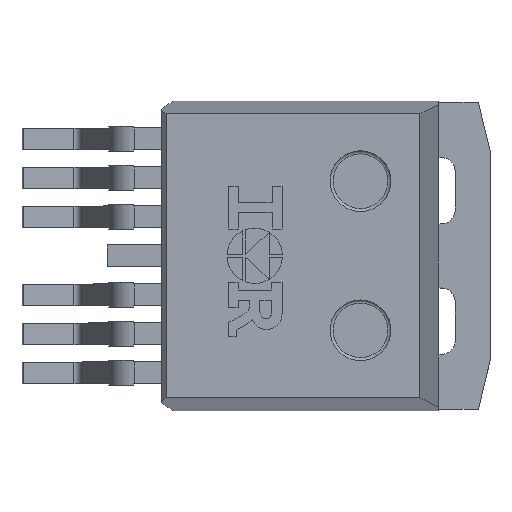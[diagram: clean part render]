
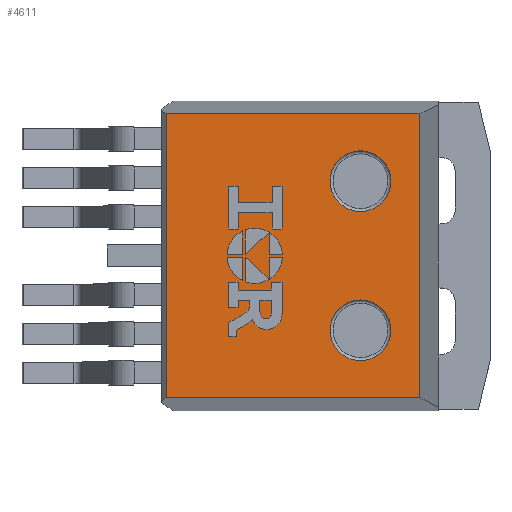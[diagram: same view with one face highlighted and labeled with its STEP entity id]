
A CAD part, top view. The second image highlights one B-rep face of the part: STEP entity #4611.
In plain terms, the highlighted planar face has unit normal (0, 0, 1).
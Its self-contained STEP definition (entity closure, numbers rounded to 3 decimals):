
#47=FACE_BOUND('',#1689,.T.);
#48=FACE_BOUND('',#1690,.T.);
#62=PLANE('',#4903);
#286=LINE('',#6713,#835);
#287=LINE('',#6715,#836);
#288=LINE('',#6717,#837);
#289=LINE('',#6718,#838);
#835=VECTOR('',#5355,1000.);
#836=VECTOR('',#5356,1000.);
#837=VECTOR('',#5357,1000.);
#838=VECTOR('',#5358,1000.);
#1425=FACE_OUTER_BOUND('',#1688,.T.);
#1688=EDGE_LOOP('',(#3272,#3273,#3274,#3275));
#1689=EDGE_LOOP('',(#3276));
#1690=EDGE_LOOP('',(#3277));
#1955=CIRCLE('',#4889,0.99);
#1956=CIRCLE('',#4891,0.99);
#2090=VERTEX_POINT('',#6646);
#2091=VERTEX_POINT('',#6650);
#2116=VERTEX_POINT('',#6711);
#2117=VERTEX_POINT('',#6712);
#2118=VERTEX_POINT('',#6714);
#2119=VERTEX_POINT('',#6716);
#2548=EDGE_CURVE('',#2090,#2090,#1955,.T.);
#2550=EDGE_CURVE('',#2091,#2091,#1956,.T.);
#2577=EDGE_CURVE('',#2116,#2117,#286,.T.);
#2578=EDGE_CURVE('',#2118,#2116,#287,.T.);
#2579=EDGE_CURVE('',#2118,#2119,#288,.T.);
#2580=EDGE_CURVE('',#2119,#2117,#289,.T.);
#3272=ORIENTED_EDGE('',*,*,#2577,.F.);
#3273=ORIENTED_EDGE('',*,*,#2578,.F.);
#3274=ORIENTED_EDGE('',*,*,#2579,.T.);
#3275=ORIENTED_EDGE('',*,*,#2580,.T.);
#3276=ORIENTED_EDGE('',*,*,#2548,.F.);
#3277=ORIENTED_EDGE('',*,*,#2550,.F.);
#4611=ADVANCED_FACE('',(#1425,#47,#48),#62,.T.);
#4889=AXIS2_PLACEMENT_3D('',#6648,#5302,#5303);
#4891=AXIS2_PLACEMENT_3D('',#6652,#5307,#5308);
#4903=AXIS2_PLACEMENT_3D('',#6710,#5353,#5354);
#5302=DIRECTION('center_axis',(0.,0.,1.));
#5303=DIRECTION('ref_axis',(0.,-1.,0.));
#5307=DIRECTION('center_axis',(0.,0.,1.));
#5308=DIRECTION('ref_axis',(0.,1.,0.));
#5353=DIRECTION('center_axis',(0.,0.,1.));
#5354=DIRECTION('ref_axis',(0.,-1.,0.));
#5355=DIRECTION('',(1.,0.,0.));
#5356=DIRECTION('',(0.,1.,0.));
#5357=DIRECTION('',(1.,0.,0.));
#5358=DIRECTION('',(0.,1.,0.));
#6646=CARTESIAN_POINT('',(3.405,3.42,5.08));
#6648=CARTESIAN_POINT('Origin',(3.405,2.43,5.08));
#6650=CARTESIAN_POINT('',(3.405,-1.44,5.08));
#6652=CARTESIAN_POINT('Origin',(3.405,-2.43,5.08));
#6710=CARTESIAN_POINT('Origin',(0.,0.,5.08));
#6711=CARTESIAN_POINT('',(-2.93,4.629,5.08));
#6712=CARTESIAN_POINT('',(5.34,4.629,5.08));
#6713=CARTESIAN_POINT('',(-3.075,4.629,5.08));
#6714=CARTESIAN_POINT('',(-2.93,-4.629,5.08));
#6715=CARTESIAN_POINT('',(-2.93,-5.05,5.08));
#6716=CARTESIAN_POINT('',(5.34,-4.629,5.08));
#6717=CARTESIAN_POINT('',(-3.075,-4.629,5.08));
#6718=CARTESIAN_POINT('',(5.34,-5.05,5.08));
